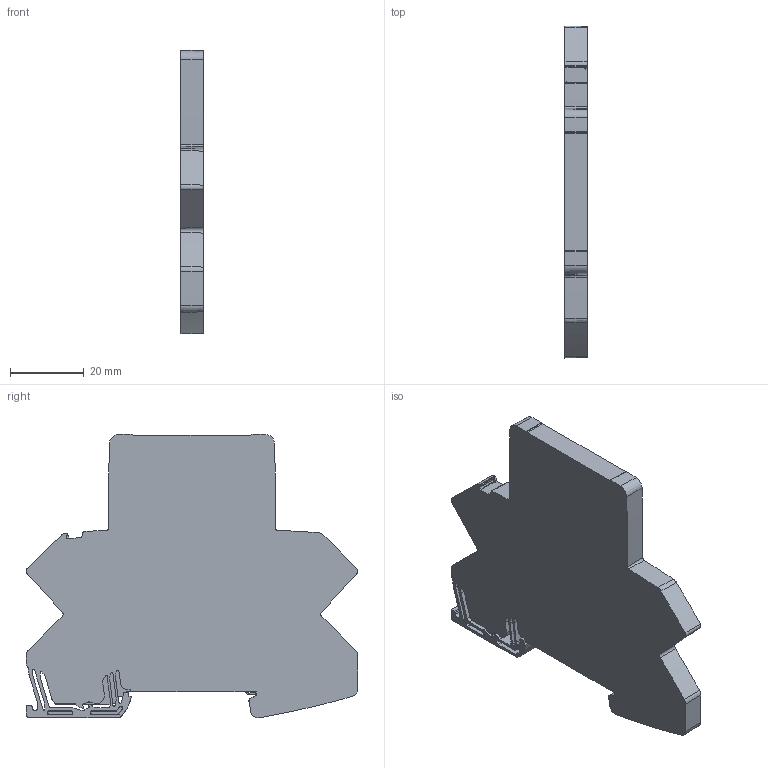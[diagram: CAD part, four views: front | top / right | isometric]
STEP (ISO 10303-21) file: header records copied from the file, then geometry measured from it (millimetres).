
FILE_DESCRIPTION((''),'2;1');
FILE_NAME('CAD-8649','2023-04-12T13:57:53',('creinig-se'),(''),'CREO PARAMETRIC BY PTC INC, 2022284','CREO PARAMETRIC BY PTC INC, 2022284','');
FILE_SCHEMA(('CONFIG_CONTROL_DESIGN','SHAPE_APPEARANCE_LAYERS_GROUPS'));
Length unit declared in the file: millimetre
Products named in the file (1): CAD-8649
Bounding box: 6 x 89.71 x 76.71 mm (x, y, z)
Volume: 29498.7 mm3; surface area: 13085.3 mm2
Topology: 1 solids, 1 shells, 242 faces, 866 edges, 632 vertices
Faces by surface type: plane 110, cylinder 58, cone 53, bspline 13, extrusion 4, torus 4
Entity records: 14046 total; most frequent: CARTESIAN_POINT 3680, ORIENTED_EDGE 1732, DIRECTION 1388, EDGE_CURVE 866, VERTEX_POINT 632, AXIS2_PLACEMENT_3D 510, FILL_AREA_STYLE_COLOUR 484, FILL_AREA_STYLE 484
